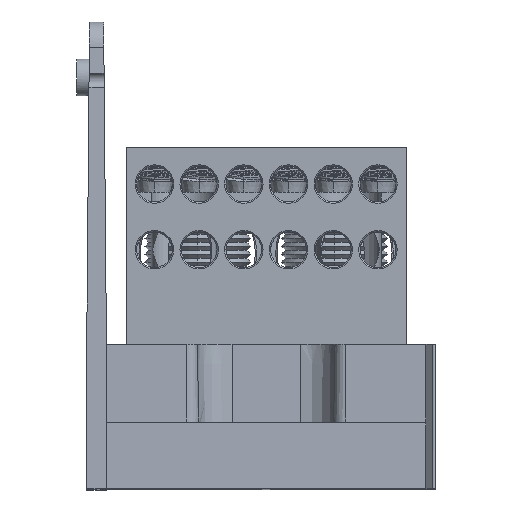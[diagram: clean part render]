
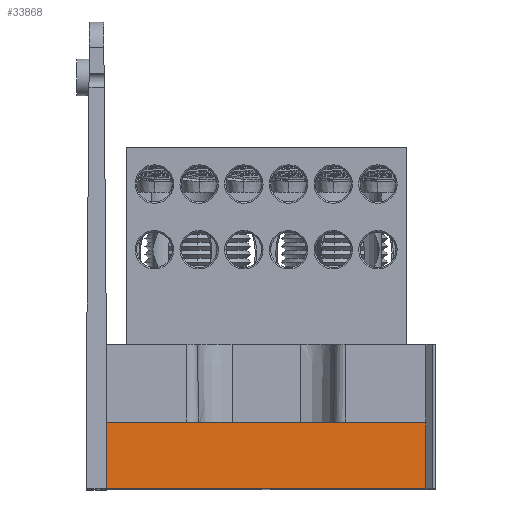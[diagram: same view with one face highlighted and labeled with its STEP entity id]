
A CAD part, top view. The second image highlights one B-rep face of the part: STEP entity #33868.
In plain terms, the highlighted planar face has unit normal (0, -0.035, -0.999).
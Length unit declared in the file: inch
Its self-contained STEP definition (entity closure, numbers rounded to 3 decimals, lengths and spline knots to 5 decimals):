
#749 = ORIENTED_EDGE ( 'NONE', *, *, #7578, .F. ) ;
#1705 = LINE ( 'NONE', #37259, #10245 ) ;
#2266 = AXIS2_PLACEMENT_3D ( 'NONE', #16674, #39240, #19929 ) ;
#2660 = VECTOR ( 'NONE', #36925, 39.37008 ) ;
#3424 = LINE ( 'NONE', #20300, #36797 ) ;
#4415 = CARTESIAN_POINT ( 'NONE',  ( -1.215, 0.5, 2.73254 ) ) ;
#6378 = FACE_OUTER_BOUND ( 'NONE', #40256, .T. ) ;
#7578 = EDGE_CURVE ( 'NONE', #15629, #8838, #28434, .T. ) ;
#8838 = VERTEX_POINT ( 'NONE', #21817 ) ;
#10245 = VECTOR ( 'NONE', #11538, 39.37008 ) ;
#11313 = VERTEX_POINT ( 'NONE', #18090 ) ;
#11538 = DIRECTION ( 'NONE',  ( -1., 0., 0. ) ) ;
#15629 = VERTEX_POINT ( 'NONE', #41805 ) ;
#16674 = CARTESIAN_POINT ( 'NONE',  ( -1.215, 0., 2.75 ) ) ;
#18090 = CARTESIAN_POINT ( 'NONE',  ( 1.215, 0.5, 2.73254 ) ) ;
#19929 = DIRECTION ( 'NONE',  ( 0., -0.999, 0.035 ) ) ;
#20300 = CARTESIAN_POINT ( 'NONE',  ( -1.215, 0., 2.75 ) ) ;
#21817 = CARTESIAN_POINT ( 'NONE',  ( -1.215, 0., 2.75 ) ) ;
#23008 = PLANE ( 'NONE',  #2266 ) ;
#23526 = DIRECTION ( 'NONE',  ( -1., 0., 0. ) ) ;
#25391 = ORIENTED_EDGE ( 'NONE', *, *, #40909, .F. ) ;
#26161 = VERTEX_POINT ( 'NONE', #37673 ) ;
#26749 = ORIENTED_EDGE ( 'NONE', *, *, #34972, .F. ) ;
#28081 = ORIENTED_EDGE ( 'NONE', *, *, #38804, .T. ) ;
#28434 = LINE ( 'NONE', #4415, #2660 ) ;
#31394 = LINE ( 'NONE', #33605, #38953 ) ;
#33605 = CARTESIAN_POINT ( 'NONE',  ( 1.215, 0., 2.75 ) ) ;
#33868 = ADVANCED_FACE ( 'NONE', ( #6378 ), #23008, .F. ) ;
#34972 = EDGE_CURVE ( 'NONE', #11313, #15629, #1705, .T. ) ;
#36797 = VECTOR ( 'NONE', #23526, 39.37008 ) ;
#36864 = DIRECTION ( 'NONE',  ( 0., 0.999, -0.035 ) ) ;
#36925 = DIRECTION ( 'NONE',  ( 0., -0.999, 0.035 ) ) ;
#37259 = CARTESIAN_POINT ( 'NONE',  ( -1.215, 0.5, 2.73254 ) ) ;
#37673 = CARTESIAN_POINT ( 'NONE',  ( 1.215, 0., 2.75 ) ) ;
#38804 = EDGE_CURVE ( 'NONE', #26161, #8838, #3424, .T. ) ;
#38953 = VECTOR ( 'NONE', #36864, 39.37008 ) ;
#39240 = DIRECTION ( 'NONE',  ( 0., 0.035, 0.999 ) ) ;
#40256 = EDGE_LOOP ( 'NONE', ( #749, #26749, #25391, #28081 ) ) ;
#40909 = EDGE_CURVE ( 'NONE', #26161, #11313, #31394, .T. ) ;
#41805 = CARTESIAN_POINT ( 'NONE',  ( -1.215, 0.5, 2.73254 ) ) ;
